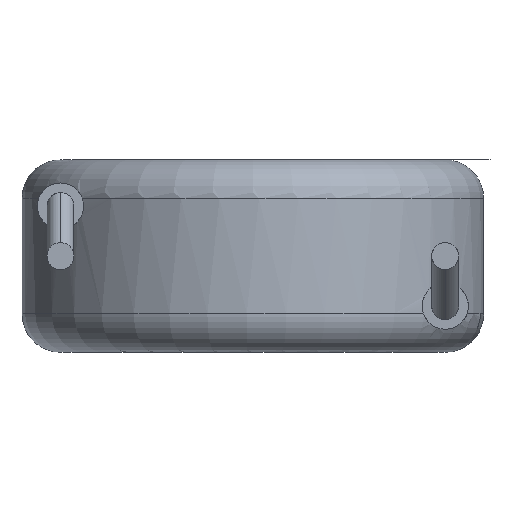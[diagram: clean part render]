
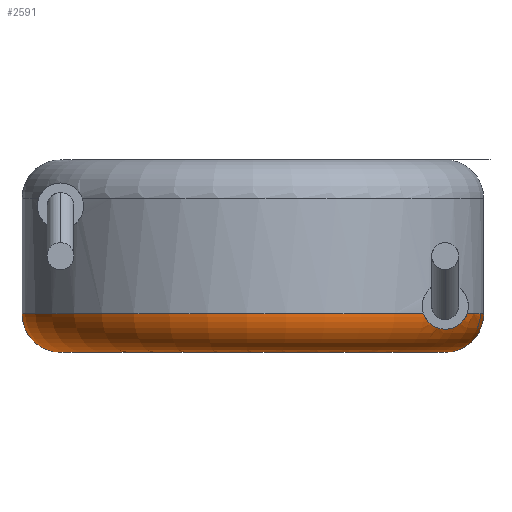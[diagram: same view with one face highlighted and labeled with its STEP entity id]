
A CAD part, front view. The second image highlights one B-rep face of the part: STEP entity #2591.
In plain terms, the highlighted toroidal (fillet/blend) face has major radius 5 mm and minor radius 1 mm.
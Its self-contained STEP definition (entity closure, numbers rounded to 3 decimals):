
#75 = VERTEX_POINT ( 'NONE', #1642 ) ;
#104 = ORIENTED_EDGE ( 'NONE', *, *, #910, .T. ) ;
#173 = ORIENTED_EDGE ( 'NONE', *, *, #2761, .T. ) ;
#187 = AXIS2_PLACEMENT_3D ( 'NONE', #2875, #1139, #1450 ) ;
#190 = AXIS2_PLACEMENT_3D ( 'NONE', #3739, #207, #491 ) ;
#207 = DIRECTION ( 'NONE',  ( 0., -1., 0. ) ) ;
#218 = DIRECTION ( 'NONE',  ( -1., 0., 0. ) ) ;
#297 = CARTESIAN_POINT ( 'NONE',  ( -6., 0., 1. ) ) ;
#325 = CARTESIAN_POINT ( 'NONE',  ( 4.465, -4.008, 0.913 ) ) ;
#390 = CARTESIAN_POINT ( 'NONE',  ( 4.796, -3.49, 0.624 ) ) ;
#399 = VERTEX_POINT ( 'NONE', #2263 ) ;
#491 = DIRECTION ( 'NONE',  ( 0., 0., -1. ) ) ;
#500 = CARTESIAN_POINT ( 'NONE',  ( 5.052, -3.08, 0.6 ) ) ;
#542 = EDGE_CURVE ( 'NONE', #75, #646, #3805, .T. ) ;
#551 = CARTESIAN_POINT ( 'NONE',  ( 5.381, -2.655, 0.816 ) ) ;
#553 = DIRECTION ( 'NONE',  ( 0., 0., 1. ) ) ;
#606 = ORIENTED_EDGE ( 'NONE', *, *, #3450, .T. ) ;
#634 = EDGE_CURVE ( 'NONE', #75, #3607, #1917, .T. ) ;
#641 = EDGE_CURVE ( 'NONE', #939, #1965, #3599, .T. ) ;
#646 = VERTEX_POINT ( 'NONE', #2033 ) ;
#665 = EDGE_CURVE ( 'NONE', #1165, #3455, #2064, .T. ) ;
#704 = AXIS2_PLACEMENT_3D ( 'NONE', #2224, #974, #2157 ) ;
#716 = CARTESIAN_POINT ( 'NONE',  ( 4.648, -3.727, 0.71 ) ) ;
#910 = EDGE_CURVE ( 'NONE', #939, #3607, #1360, .T. ) ;
#939 = VERTEX_POINT ( 'NONE', #2027 ) ;
#974 = DIRECTION ( 'NONE',  ( 0., 0., 1. ) ) ;
#993 = CARTESIAN_POINT ( 'NONE',  ( 5., -3.163, 0.6 ) ) ;
#1087 = CARTESIAN_POINT ( 'NONE',  ( 5.105, -2.999, 0.607 ) ) ;
#1114 = EDGE_CURVE ( 'NONE', #1965, #1165, #3242, .T. ) ;
#1139 = DIRECTION ( 'NONE',  ( 0., 0., 1. ) ) ;
#1165 = VERTEX_POINT ( 'NONE', #297 ) ;
#1266 = TOROIDAL_SURFACE ( 'NONE', #3429, 5., 1. ) ;
#1360 = CIRCLE ( 'NONE', #190, 1. ) ;
#1388 = CARTESIAN_POINT ( 'NONE',  ( 5.157, -2.918, 0.621 ) ) ;
#1450 = DIRECTION ( 'NONE',  ( 1., 0., 0. ) ) ;
#1491 = AXIS2_PLACEMENT_3D ( 'NONE', #3206, #3476, #1671 ) ;
#1642 = CARTESIAN_POINT ( 'NONE',  ( 5.409, -2.596, 1. ) ) ;
#1671 = DIRECTION ( 'NONE',  ( 1., 0., 0. ) ) ;
#1740 = B_SPLINE_CURVE_WITH_KNOTS ( 'NONE', 3,
 ( #993, #3035, #390, #716, #1870, #3050, #325, #1847 ),
 .UNSPECIFIED., .F., .F.,
 ( 4, 2, 2, 4 ),
 ( 0.001, 0.001, 0.001, 0.002 ),
 .UNSPECIFIED. ) ;
#1755 = DIRECTION ( 'NONE',  ( 1., 0., 0. ) ) ;
#1847 = CARTESIAN_POINT ( 'NONE',  ( 4.434, -4.042, 1. ) ) ;
#1870 = CARTESIAN_POINT ( 'NONE',  ( 4.6, -3.804, 0.747 ) ) ;
#1917 = CIRCLE ( 'NONE', #704, 6. ) ;
#1965 = VERTEX_POINT ( 'NONE', #3234 ) ;
#1985 = CARTESIAN_POINT ( 'NONE',  ( 5.157, -2.918, 0.621 ) ) ;
#2027 = CARTESIAN_POINT ( 'NONE',  ( 5., 0., 0. ) ) ;
#2033 = CARTESIAN_POINT ( 'NONE',  ( 5.157, -2.918, 0.621 ) ) ;
#2064 = CIRCLE ( 'NONE', #187, 6. ) ;
#2068 = CARTESIAN_POINT ( 'NONE',  ( 0., 0., 1. ) ) ;
#2079 = ORIENTED_EDGE ( 'NONE', *, *, #542, .T. ) ;
#2128 = ORIENTED_EDGE ( 'NONE', *, *, #634, .F. ) ;
#2157 = DIRECTION ( 'NONE',  ( 1., 0., 0. ) ) ;
#2182 = B_SPLINE_CURVE_WITH_KNOTS ( 'NONE', 3,
 ( #1985, #1087, #500, #3521 ),
 .UNSPECIFIED., .F., .F.,
 ( 4, 4 ),
 ( 0., 0.001 ),
 .UNSPECIFIED. ) ;
#2224 = CARTESIAN_POINT ( 'NONE',  ( 0., 0., 1. ) ) ;
#2229 = FACE_OUTER_BOUND ( 'NONE', #3357, .T. ) ;
#2230 = CARTESIAN_POINT ( 'NONE',  ( 6., 0., 1. ) ) ;
#2263 = CARTESIAN_POINT ( 'NONE',  ( 5., -3.163, 0.6 ) ) ;
#2323 = CARTESIAN_POINT ( 'NONE',  ( 5.409, -2.596, 1. ) ) ;
#2467 = ORIENTED_EDGE ( 'NONE', *, *, #641, .F. ) ;
#2543 = ORIENTED_EDGE ( 'NONE', *, *, #665, .F. ) ;
#2591 = ADVANCED_FACE ( 'NONE', ( #2229 ), #1266, .T. ) ;
#2685 = AXIS2_PLACEMENT_3D ( 'NONE', #2921, #3169, #218 ) ;
#2761 = EDGE_CURVE ( 'NONE', #399, #3455, #1740, .T. ) ;
#2875 = CARTESIAN_POINT ( 'NONE',  ( 0., 0., 1. ) ) ;
#2921 = CARTESIAN_POINT ( 'NONE',  ( -5., 0., 1. ) ) ;
#2922 = CARTESIAN_POINT ( 'NONE',  ( 4.434, -4.042, 1. ) ) ;
#2932 = CARTESIAN_POINT ( 'NONE',  ( 5.267, -2.766, 0.672 ) ) ;
#2965 = ORIENTED_EDGE ( 'NONE', *, *, #1114, .F. ) ;
#3035 = CARTESIAN_POINT ( 'NONE',  ( 4.896, -3.328, 0.6 ) ) ;
#3050 = CARTESIAN_POINT ( 'NONE',  ( 4.509, -3.944, 0.849 ) ) ;
#3169 = DIRECTION ( 'NONE',  ( 0., 1., 0. ) ) ;
#3206 = CARTESIAN_POINT ( 'NONE',  ( 0., 0., 0. ) ) ;
#3234 = CARTESIAN_POINT ( 'NONE',  ( -5., 0., 0. ) ) ;
#3242 = CIRCLE ( 'NONE', #2685, 1. ) ;
#3357 = EDGE_LOOP ( 'NONE', ( #2965, #2467, #104, #2128, #2079, #606, #173, #2543 ) ) ;
#3429 = AXIS2_PLACEMENT_3D ( 'NONE', #2068, #553, #1755 ) ;
#3450 = EDGE_CURVE ( 'NONE', #646, #399, #2182, .T. ) ;
#3455 = VERTEX_POINT ( 'NONE', #2922 ) ;
#3476 = DIRECTION ( 'NONE',  ( 0., 0., -1. ) ) ;
#3521 = CARTESIAN_POINT ( 'NONE',  ( 5., -3.163, 0.6 ) ) ;
#3599 = CIRCLE ( 'NONE', #1491, 5. ) ;
#3607 = VERTEX_POINT ( 'NONE', #2230 ) ;
#3739 = CARTESIAN_POINT ( 'NONE',  ( 5., 0., 1. ) ) ;
#3805 = B_SPLINE_CURVE_WITH_KNOTS ( 'NONE', 3,
 ( #2323, #551, #2932, #1388 ),
 .UNSPECIFIED., .F., .F.,
 ( 4, 4 ),
 ( 0., 0.001 ),
 .UNSPECIFIED. ) ;
